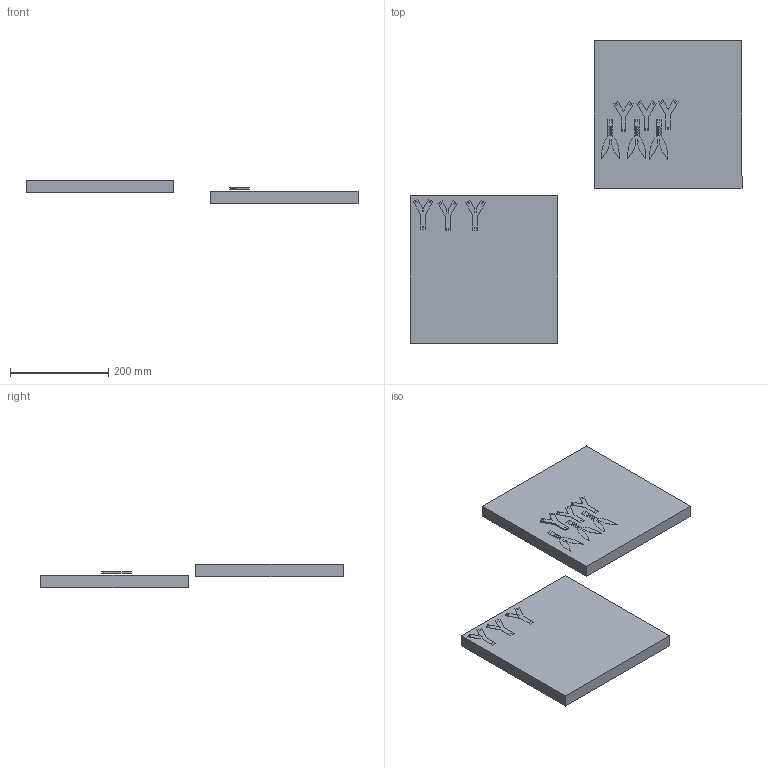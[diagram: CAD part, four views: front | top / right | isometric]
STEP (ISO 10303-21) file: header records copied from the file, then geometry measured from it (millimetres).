
FILE_DESCRIPTION(/* description */ (''),/* implementation_level */ '2;1');
FILE_NAME(/* name */ 'FabTree20190213_r2f.step',/* time_stamp */ '2019-02-13T20:22:58+09:00',/* author */ (''),/* organization */ (''),/* preprocessor_version */ 'ST-DEVELOPER v17.2',/* originating_system */ 'Autodesk Translation Framework v7.6.0.251',/* authorisation */ '');
FILE_SCHEMA (('AUTOMOTIVE_DESIGN { 1 0 10303 214 3 1 1 }'));
Length unit declared in the file: millimetre
Products named in the file (6): FabTree20190213_r2; branch; Leaf3; Branch2; Component12; Leaf4
Assembly tree (12 placements, depth 2):
  FabTree20190213_r2
    branch  x4
    Branch2  x3
    Leaf3
    Leaf4  x3
    Component12
Bounding box: 675.15 x 615.19 x 47.7 mm (x, y, z)
Volume: 4524544.1 mm3; surface area: 445722.8 mm2
Topology: 12 solids, 12 shells, 320 faces, 888 edges, 592 vertices
Faces by surface type: plane 308, bspline 12
Entity records: 3730 total; most frequent: CARTESIAN_POINT 838, ORIENTED_EDGE 582, DIRECTION 525, EDGE_CURVE 291, LINE 283, VECTOR 283, VERTEX_POINT 194, AXIS2_PLACEMENT_3D 121
